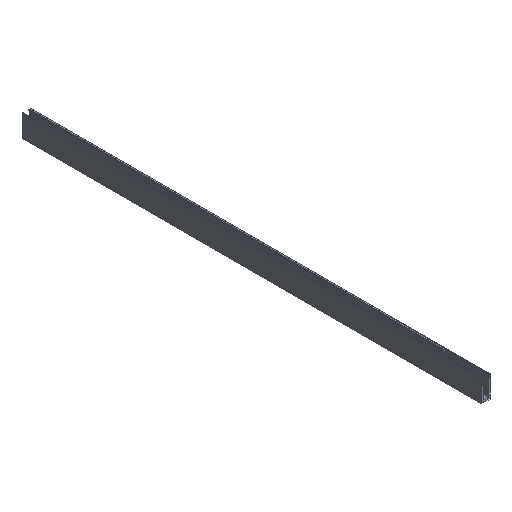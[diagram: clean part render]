
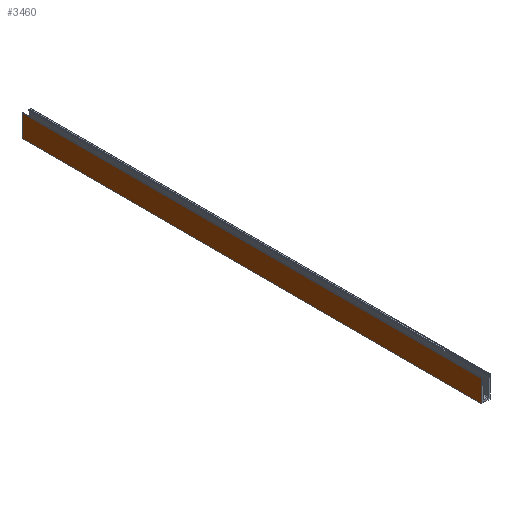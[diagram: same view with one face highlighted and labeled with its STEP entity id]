
A CAD part, isometric view. The second image highlights one B-rep face of the part: STEP entity #3460.
In plain terms, the highlighted planar face has unit normal (-1, 0, 0).
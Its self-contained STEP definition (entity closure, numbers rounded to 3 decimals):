
#69 = CARTESIAN_POINT ( 'NONE',  ( -22.5, -2500., 0. ) ) ;
#131 = CARTESIAN_POINT ( 'NONE',  ( -22.5, 1250., 119.52 ) ) ;
#387 = DIRECTION ( 'NONE',  ( 0., 1., 0. ) ) ;
#429 = EDGE_CURVE ( 'NONE', #2202, #4414, #971, .T. ) ;
#539 = DIRECTION ( 'NONE',  ( 0., 0., -1. ) ) ;
#593 = DIRECTION ( 'NONE',  ( 0., 1., 0. ) ) ;
#771 = ORIENTED_EDGE ( 'NONE', *, *, #429, .T. ) ;
#962 = VECTOR ( 'NONE', #2485, 1000. ) ;
#971 = LINE ( 'NONE', #3164, #962 ) ;
#977 = ORIENTED_EDGE ( 'NONE', *, *, #3889, .T. ) ;
#1229 = VERTEX_POINT ( 'NONE', #3041 ) ;
#1249 = EDGE_CURVE ( 'NONE', #2202, #1229, #4144, .T. ) ;
#1767 = VECTOR ( 'NONE', #387, 1000. ) ;
#1846 = ORIENTED_EDGE ( 'NONE', *, *, #4711, .T. ) ;
#1982 = CARTESIAN_POINT ( 'NONE',  ( -22.5, -2500., 120.22 ) ) ;
#2002 = CARTESIAN_POINT ( 'NONE',  ( -22.5, 1250., 120.22 ) ) ;
#2030 = PLANE ( 'NONE',  #4491 ) ;
#2202 = VERTEX_POINT ( 'NONE', #3809 ) ;
#2450 = EDGE_LOOP ( 'NONE', ( #4456, #771, #1846, #977 ) ) ;
#2485 = DIRECTION ( 'NONE',  ( 0., 0., 1. ) ) ;
#3041 = CARTESIAN_POINT ( 'NONE',  ( -22.5, 1250., 0. ) ) ;
#3164 = CARTESIAN_POINT ( 'NONE',  ( -22.5, -1250., 120.22 ) ) ;
#3460 = ADVANCED_FACE ( 'NONE', ( #3878 ), #2030, .F. ) ;
#3783 = DIRECTION ( 'NONE',  ( 1., 0., 0. ) ) ;
#3803 = LINE ( 'NONE', #2002, #4779 ) ;
#3809 = CARTESIAN_POINT ( 'NONE',  ( -22.5, -1250., 0. ) ) ;
#3878 = FACE_OUTER_BOUND ( 'NONE', #2450, .T. ) ;
#3889 = EDGE_CURVE ( 'NONE', #4059, #1229, #3803, .T. ) ;
#3909 = CARTESIAN_POINT ( 'NONE',  ( -22.5, -2500., 119.52 ) ) ;
#4059 = VERTEX_POINT ( 'NONE', #131 ) ;
#4144 = LINE ( 'NONE', #69, #1767 ) ;
#4414 = VERTEX_POINT ( 'NONE', #4480 ) ;
#4456 = ORIENTED_EDGE ( 'NONE', *, *, #1249, .F. ) ;
#4480 = CARTESIAN_POINT ( 'NONE',  ( -22.5, -1250., 119.52 ) ) ;
#4491 = AXIS2_PLACEMENT_3D ( 'NONE', #1982, #3783, #539 ) ;
#4532 = VECTOR ( 'NONE', #593, 1000. ) ;
#4557 = DIRECTION ( 'NONE',  ( 0., 0., -1. ) ) ;
#4710 = LINE ( 'NONE', #3909, #4532 ) ;
#4711 = EDGE_CURVE ( 'NONE', #4414, #4059, #4710, .T. ) ;
#4779 = VECTOR ( 'NONE', #4557, 1000. ) ;
